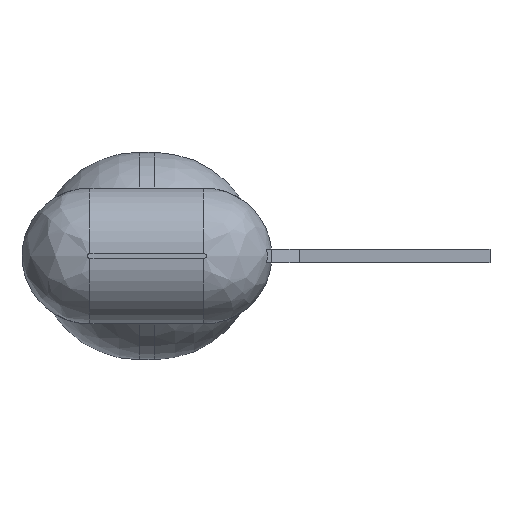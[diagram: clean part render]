
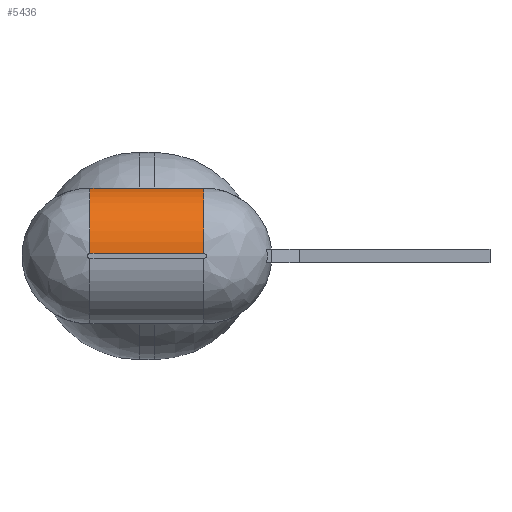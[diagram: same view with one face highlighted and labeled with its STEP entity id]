
A CAD part, front view. The second image highlights one B-rep face of the part: STEP entity #5436.
In plain terms, the highlighted cylindrical face has radius 1.2 mm (diameter 2.4 mm), a partial arc.
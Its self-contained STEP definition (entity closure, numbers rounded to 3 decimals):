
#1168=DIRECTION('',(-1.,0.,0.));
#1169=VECTOR('',#1168,2.088);
#1170=CARTESIAN_POINT('',(-1.246,-1.8,1.246));
#1171=LINE('',#1170,#1169);
#1826=CARTESIAN_POINT('',(-3.334,-1.8,0.046));
#1827=DIRECTION('',(-1.,0.,0.));
#1828=DIRECTION('',(0.,-1.,0.));
#1829=AXIS2_PLACEMENT_3D('',#1826,#1827,#1828);
#1836=DIRECTION('',(-1.,0.,0.));
#1837=VECTOR('',#1836,2.088);
#1838=CARTESIAN_POINT('',(-1.246,-3.,0.046));
#1839=LINE('',#1838,#1837);
#1849=CARTESIAN_POINT('',(-1.246,-1.8,0.046));
#1850=DIRECTION('',(-1.,0.,0.));
#1851=DIRECTION('',(0.,-1.,0.));
#1852=AXIS2_PLACEMENT_3D('',#1849,#1850,#1851);
#2665=CARTESIAN_POINT('',(-3.334,-3.,0.046));
#2667=VERTEX_POINT('',#2665);
#2669=CARTESIAN_POINT('',(-3.334,-1.8,1.246));
#2671=VERTEX_POINT('',#2669);
#2677=CARTESIAN_POINT('',(-1.246,-3.,0.046));
#2678=VERTEX_POINT('',#2677);
#2679=CARTESIAN_POINT('',(-1.246,-1.8,1.246));
#2680=VERTEX_POINT('',#2679);
#5424=CARTESIAN_POINT('',(-1.209,-1.8,0.046));
#5425=DIRECTION('',(-1.,0.,0.));
#5426=DIRECTION('',(0.,-1.,0.));
#5427=AXIS2_PLACEMENT_3D('',#5424,#5425,#5426);
#5428=CYLINDRICAL_SURFACE('',#5427,1.2);
#5429=ORIENTED_EDGE('',*,*,#5415,.T.);
#5430=ORIENTED_EDGE('',*,*,#5404,.T.);
#5431=ORIENTED_EDGE('',*,*,#5011,.F.);
#5433=ORIENTED_EDGE('',*,*,#5432,.F.);
#5434=EDGE_LOOP('',(#5429,#5430,#5431,#5433));
#5435=FACE_OUTER_BOUND('',#5434,.F.);
#1830=CIRCLE('',#1829,1.2);
#1853=CIRCLE('',#1852,1.2);
#5011=EDGE_CURVE('',#2680,#2671,#1171,.T.);
#5404=EDGE_CURVE('',#2667,#2671,#1830,.T.);
#5415=EDGE_CURVE('',#2678,#2667,#1839,.T.);
#5432=EDGE_CURVE('',#2678,#2680,#1853,.T.);
#5436=ADVANCED_FACE('',(#5435),#5428,.T.);
